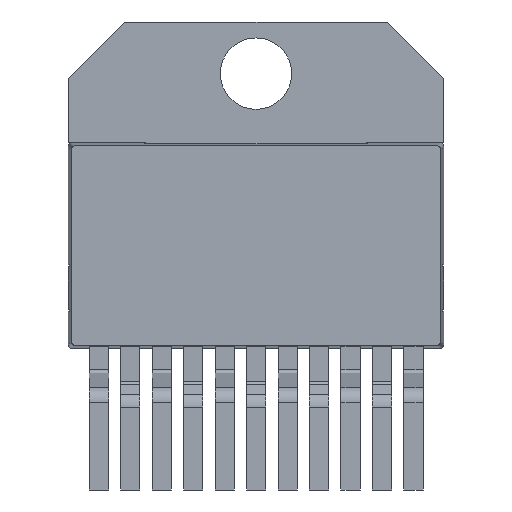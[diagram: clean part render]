
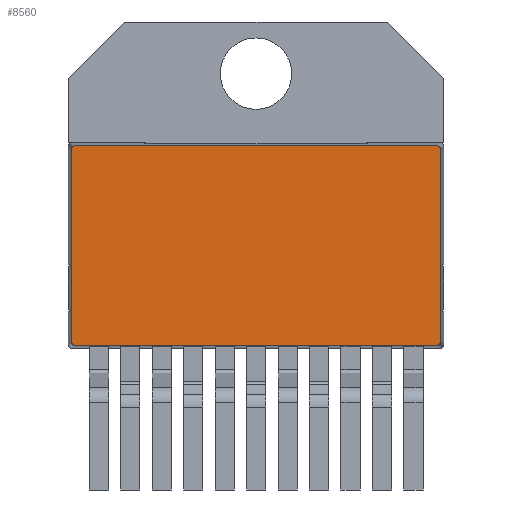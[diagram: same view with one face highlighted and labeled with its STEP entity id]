
A CAD part, front view. The second image highlights one B-rep face of the part: STEP entity #8560.
In plain terms, the highlighted planar face has unit normal (0, -1, 0).
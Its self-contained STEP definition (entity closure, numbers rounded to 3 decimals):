
#97 =( BOUNDED_CURVE ( )  B_SPLINE_CURVE ( 3, ( #9536, #5955, #11018, #14775 ),
 .UNSPECIFIED., .F., .T. ) 
 B_SPLINE_CURVE_WITH_KNOTS ( ( 4, 4 ),
 ( 2.357, 3.926 ),
 .UNSPECIFIED. ) 
 CURVE ( )  GEOMETRIC_REPRESENTATION_ITEM ( )  RATIONAL_B_SPLINE_CURVE ( ( 1., 0.805, 0.805, 1. ) ) 
 REPRESENTATION_ITEM ( '' )  );
#1076 = EDGE_CURVE ( 'NONE', #2569, #13310, #8970, .T. ) ;
#1928 = EDGE_CURVE ( 'NONE', #10290, #7973, #8662, .T. ) ;
#2447 = CARTESIAN_POINT ( 'NONE',  ( 9.891, 0., -0.161 ) ) ;
#2569 = VERTEX_POINT ( 'NONE', #7069 ) ;
#2697 = ORIENTED_EDGE ( 'NONE', *, *, #12717, .T. ) ;
#3050 = CARTESIAN_POINT ( 'NONE',  ( 9.891, 0., -10.939 ) ) ;
#3140 = CARTESIAN_POINT ( 'NONE',  ( 9.974, 0., -10.739 ) ) ;
#3308 = PLANE ( 'NONE',  #3834 ) ;
#3431 = CARTESIAN_POINT ( 'NONE',  ( 9.974, 0., -0.361 ) ) ;
#3718 = DIRECTION ( 'NONE',  ( 0., 0., 1. ) ) ;
#3834 = AXIS2_PLACEMENT_3D ( 'NONE', #4602, #9805, #16261 ) ;
#4311 = VECTOR ( 'NONE', #5232, 1000. ) ;
#4521 = ORIENTED_EDGE ( 'NONE', *, *, #1928, .F. ) ;
#4602 = CARTESIAN_POINT ( 'NONE',  ( 0., 0., 0. ) ) ;
#4963 = EDGE_LOOP ( 'NONE', ( #15555, #2697, #9682, #13988, #12450, #7853, #4521, #11744 ) ) ;
#5232 = DIRECTION ( 'NONE',  ( 1., 0., 0. ) ) ;
#5330 = VECTOR ( 'NONE', #16839, 1000. ) ;
#5699 = CARTESIAN_POINT ( 'NONE',  ( -9.774, 0., -10.939 ) ) ;
#5877 = CARTESIAN_POINT ( 'NONE',  ( -9.974, 0., -10.856 ) ) ;
#5955 = CARTESIAN_POINT ( 'NONE',  ( -9.891, 0., -0.161 ) ) ;
#6355 =( BOUNDED_CURVE ( )  B_SPLINE_CURVE ( 3, ( #13659, #3050, #12392, #3140 ),
 .UNSPECIFIED., .F., .F. ) 
 B_SPLINE_CURVE_WITH_KNOTS ( ( 4, 4 ),
 ( 2.357, 3.926 ),
 .UNSPECIFIED. ) 
 CURVE ( )  GEOMETRIC_REPRESENTATION_ITEM ( )  RATIONAL_B_SPLINE_CURVE ( ( 1., 0.805, 0.805, 1. ) ) 
 REPRESENTATION_ITEM ( '' )  );
#6377 = LINE ( 'NONE', #11622, #5330 ) ;
#6418 = CARTESIAN_POINT ( 'NONE',  ( 9.774, 0., -10.939 ) ) ;
#6728 = VERTEX_POINT ( 'NONE', #3431 ) ;
#7069 = CARTESIAN_POINT ( 'NONE',  ( -9.774, 0., -0.161 ) ) ;
#7162 = EDGE_CURVE ( 'NONE', #10290, #16368, #15316, .T. ) ;
#7174 = CARTESIAN_POINT ( 'NONE',  ( -9.774, 0., -10.939 ) ) ;
#7256 = EDGE_CURVE ( 'NONE', #2569, #7973, #97, .T. ) ;
#7377 = CARTESIAN_POINT ( 'NONE',  ( 9.974, 0., -10.739 ) ) ;
#7405 = CARTESIAN_POINT ( 'NONE',  ( -9.974, 0., -10.739 ) ) ;
#7599 = CARTESIAN_POINT ( 'NONE',  ( 9.974, 0., 0. ) ) ;
#7778 = CARTESIAN_POINT ( 'NONE',  ( 0., 0., -0.161 ) ) ;
#7853 = ORIENTED_EDGE ( 'NONE', *, *, #7256, .T. ) ;
#7973 = VERTEX_POINT ( 'NONE', #13028 ) ;
#8103 = EDGE_CURVE ( 'NONE', #6728, #16058, #15329, .T. ) ;
#8560 = ADVANCED_FACE ( 'NONE', ( #13755 ), #3308, .T. ) ;
#8589 = VECTOR ( 'NONE', #3718, 1000. ) ;
#8662 = LINE ( 'NONE', #13896, #8589 ) ;
#8970 = LINE ( 'NONE', #7778, #4311 ) ;
#9401 =( BOUNDED_CURVE ( )  B_SPLINE_CURVE ( 3, ( #16530, #12907, #2447, #11541 ),
 .UNSPECIFIED., .F., .T. ) 
 B_SPLINE_CURVE_WITH_KNOTS ( ( 4, 4 ),
 ( 2.357, 3.926 ),
 .UNSPECIFIED. ) 
 CURVE ( )  GEOMETRIC_REPRESENTATION_ITEM ( )  RATIONAL_B_SPLINE_CURVE ( ( 1., 0.805, 0.805, 1. ) ) 
 REPRESENTATION_ITEM ( '' )  );
#9536 = CARTESIAN_POINT ( 'NONE',  ( -9.774, 0., -0.161 ) ) ;
#9682 = ORIENTED_EDGE ( 'NONE', *, *, #8103, .F. ) ;
#9805 = DIRECTION ( 'NONE',  ( 0., -1., 0. ) ) ;
#10084 = VERTEX_POINT ( 'NONE', #6418 ) ;
#10290 = VERTEX_POINT ( 'NONE', #7405 ) ;
#10825 = CARTESIAN_POINT ( 'NONE',  ( 9.774, 0., -0.161 ) ) ;
#11018 = CARTESIAN_POINT ( 'NONE',  ( -9.974, 0., -0.244 ) ) ;
#11541 = CARTESIAN_POINT ( 'NONE',  ( 9.774, 0., -0.161 ) ) ;
#11622 = CARTESIAN_POINT ( 'NONE',  ( 0., 0., -10.939 ) ) ;
#11744 = ORIENTED_EDGE ( 'NONE', *, *, #7162, .T. ) ;
#12392 = CARTESIAN_POINT ( 'NONE',  ( 9.974, 0., -10.856 ) ) ;
#12433 = EDGE_CURVE ( 'NONE', #6728, #13310, #9401, .T. ) ;
#12450 = ORIENTED_EDGE ( 'NONE', *, *, #1076, .F. ) ;
#12717 = EDGE_CURVE ( 'NONE', #10084, #16058, #6355, .T. ) ;
#12907 = CARTESIAN_POINT ( 'NONE',  ( 9.974, 0., -0.244 ) ) ;
#13028 = CARTESIAN_POINT ( 'NONE',  ( -9.974, 0., -0.361 ) ) ;
#13310 = VERTEX_POINT ( 'NONE', #10825 ) ;
#13659 = CARTESIAN_POINT ( 'NONE',  ( 9.774, 0., -10.939 ) ) ;
#13755 = FACE_OUTER_BOUND ( 'NONE', #4963, .T. ) ;
#13896 = CARTESIAN_POINT ( 'NONE',  ( -9.974, 0., 0. ) ) ;
#13988 = ORIENTED_EDGE ( 'NONE', *, *, #12433, .T. ) ;
#14040 = DIRECTION ( 'NONE',  ( 0., 0., -1. ) ) ;
#14251 = VECTOR ( 'NONE', #14040, 1000. ) ;
#14775 = CARTESIAN_POINT ( 'NONE',  ( -9.974, 0., -0.361 ) ) ;
#15036 = CARTESIAN_POINT ( 'NONE',  ( -9.891, 0., -10.939 ) ) ;
#15316 =( BOUNDED_CURVE ( )  B_SPLINE_CURVE ( 3, ( #16342, #5877, #15036, #5699 ),
 .UNSPECIFIED., .F., .T. ) 
 B_SPLINE_CURVE_WITH_KNOTS ( ( 4, 4 ),
 ( 2.357, 3.926 ),
 .UNSPECIFIED. ) 
 CURVE ( )  GEOMETRIC_REPRESENTATION_ITEM ( )  RATIONAL_B_SPLINE_CURVE ( ( 1., 0.805, 0.805, 1. ) ) 
 REPRESENTATION_ITEM ( '' )  );
#15329 = LINE ( 'NONE', #7599, #14251 ) ;
#15555 = ORIENTED_EDGE ( 'NONE', *, *, #16876, .F. ) ;
#16058 = VERTEX_POINT ( 'NONE', #7377 ) ;
#16261 = DIRECTION ( 'NONE',  ( 0., 0., -1. ) ) ;
#16342 = CARTESIAN_POINT ( 'NONE',  ( -9.974, 0., -10.739 ) ) ;
#16368 = VERTEX_POINT ( 'NONE', #7174 ) ;
#16530 = CARTESIAN_POINT ( 'NONE',  ( 9.974, 0., -0.361 ) ) ;
#16839 = DIRECTION ( 'NONE',  ( -1., 0., 0. ) ) ;
#16876 = EDGE_CURVE ( 'NONE', #10084, #16368, #6377, .T. ) ;
